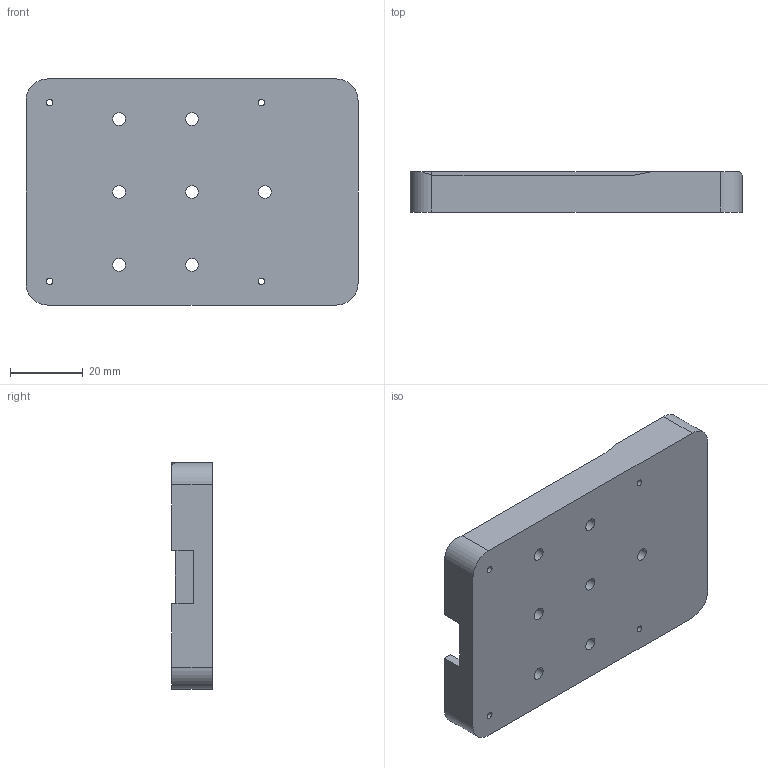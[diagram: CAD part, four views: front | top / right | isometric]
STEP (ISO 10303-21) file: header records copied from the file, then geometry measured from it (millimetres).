
FILE_DESCRIPTION(/* description */ (''),/* implementation_level */ '2;1');
FILE_NAME(/* name */ 'raspberry pi holder 3.step',/* time_stamp */ '2023-08-06T14:45:34+02:00',/* author */ (''),/* organization */ (''),/* preprocessor_version */ 'ST-DEVELOPER v20',/* originating_system */ 'Autodesk Translation Framework v12.9.0.99',/* authorisation */ '');
FILE_SCHEMA (('AUTOMOTIVE_DESIGN { 1 0 10303 214 3 1 1 }'));
Length unit declared in the file: millimetre
Products named in the file (1): raspberry pi holder 3
Bounding box: 91 x 11.1 x 62 mm (x, y, z)
Volume: 20242.1 mm3; surface area: 17323.2 mm2
Topology: 1 solids, 1 shells, 49 faces, 123 edges, 80 vertices
Faces by surface type: plane 26, cylinder 23
Full cylindrical faces by diameter (mm): 1.8 x4, 3.5 x7, 6 x4
Entity records: 1558 total; most frequent: DIRECTION 275, CARTESIAN_POINT 253, ORIENTED_EDGE 246, EDGE_CURVE 123, AXIS2_PLACEMENT_3D 102, VERTEX_POINT 80, EDGE_LOOP 75, LINE 71
